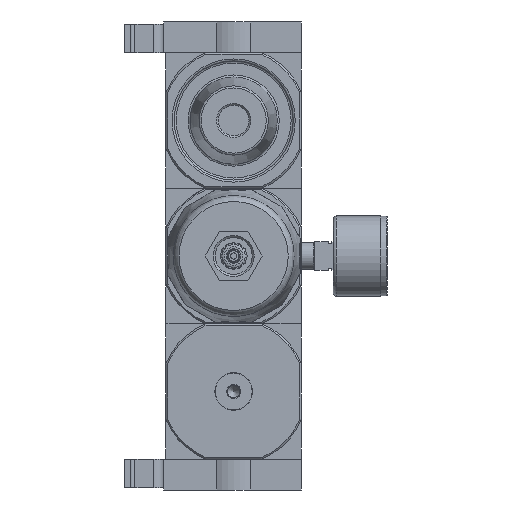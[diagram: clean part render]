
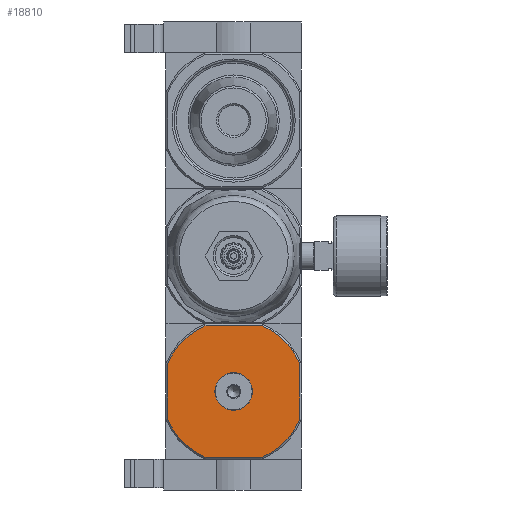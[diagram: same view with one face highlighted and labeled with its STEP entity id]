
A CAD part, front view. The second image highlights one B-rep face of the part: STEP entity #18810.
In plain terms, the highlighted planar face has unit normal (0, -1, 0).
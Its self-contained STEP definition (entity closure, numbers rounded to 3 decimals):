
#1873=CIRCLE('',#26339,6.579);
#1874=CIRCLE('',#26340,34.9);
#1875=CIRCLE('',#26341,34.9);
#1876=CIRCLE('',#26342,34.9);
#1877=CIRCLE('',#26343,34.9);
#6588=ORIENTED_EDGE('',*,*,#9507,.F.);
#6589=ORIENTED_EDGE('',*,*,#9508,.T.);
#6590=ORIENTED_EDGE('',*,*,#9509,.F.);
#6591=ORIENTED_EDGE('',*,*,#9503,.T.);
#6592=ORIENTED_EDGE('',*,*,#9510,.F.);
#6593=ORIENTED_EDGE('',*,*,#9511,.F.);
#6594=ORIENTED_EDGE('',*,*,#9512,.F.);
#6595=ORIENTED_EDGE('',*,*,#9513,.F.);
#6596=ORIENTED_EDGE('',*,*,#9514,.F.);
#9503=EDGE_CURVE('',#11385,#11386,#12738,.T.);
#9507=EDGE_CURVE('',#11389,#11389,#1873,.T.);
#9508=EDGE_CURVE('',#11390,#11391,#12740,.T.);
#9509=EDGE_CURVE('',#11385,#11391,#1874,.T.);
#9510=EDGE_CURVE('',#11392,#11386,#1875,.T.);
#9511=EDGE_CURVE('',#11393,#11392,#12741,.T.);
#9512=EDGE_CURVE('',#11394,#11393,#1876,.T.);
#9513=EDGE_CURVE('',#11395,#11394,#12742,.T.);
#9514=EDGE_CURVE('',#11390,#11395,#1877,.T.);
#11385=VERTEX_POINT('',#38207);
#11386=VERTEX_POINT('',#38208);
#11389=VERTEX_POINT('',#38222);
#11390=VERTEX_POINT('',#38224);
#11391=VERTEX_POINT('',#38225);
#11392=VERTEX_POINT('',#38228);
#11393=VERTEX_POINT('',#38230);
#11394=VERTEX_POINT('',#38232);
#11395=VERTEX_POINT('',#38234);
#12738=LINE('',#38206,#14038);
#12740=LINE('',#38223,#14040);
#12741=LINE('',#38229,#14041);
#12742=LINE('',#38233,#14042);
#14038=VECTOR('',#31629,1000.);
#14040=VECTOR('',#31635,1000.);
#14041=VECTOR('',#31640,1000.);
#14042=VECTOR('',#31643,1000.);
#15442=EDGE_LOOP('',(#6588));
#15443=EDGE_LOOP('',(#6589,#6590,#6591,#6592,#6593,#6594,#6595,#6596));
#16962=FACE_BOUND('',#15442,.T.);
#16963=FACE_BOUND('',#15443,.T.);
#17754=PLANE('',#26338);
#18810=ADVANCED_FACE('',(#16962,#16963),#17754,.F.);
#26338=AXIS2_PLACEMENT_3D('',#38220,#31631,#31632);
#26339=AXIS2_PLACEMENT_3D('',#38221,#31633,#31634);
#26340=AXIS2_PLACEMENT_3D('',#38226,#31636,#31637);
#26341=AXIS2_PLACEMENT_3D('',#38227,#31638,#31639);
#26342=AXIS2_PLACEMENT_3D('',#38231,#31641,#31642);
#26343=AXIS2_PLACEMENT_3D('',#38235,#31644,#31645);
#31629=DIRECTION('',(0.,0.,-1.));
#31631=DIRECTION('',(0.,1.,0.));
#31632=DIRECTION('',(0.,0.,1.));
#31633=DIRECTION('',(0.,-1.,0.));
#31634=DIRECTION('',(0.,0.,-1.));
#31635=DIRECTION('',(-1.,0.,0.));
#31636=DIRECTION('',(0.,1.,0.));
#31637=DIRECTION('',(-1.,0.,0.));
#31638=DIRECTION('',(0.,1.,0.));
#31639=DIRECTION('',(-1.,0.,0.));
#31640=DIRECTION('',(-1.,0.,0.));
#31641=DIRECTION('',(0.,1.,0.));
#31642=DIRECTION('',(-1.,0.,0.));
#31643=DIRECTION('',(0.,0.,-1.));
#31644=DIRECTION('',(0.,1.,0.));
#31645=DIRECTION('',(-1.,0.,0.));
#38206=CARTESIAN_POINT('',(-32.2,-33.,33.));
#38207=CARTESIAN_POINT('',(-32.2,-33.,13.46));
#38208=CARTESIAN_POINT('',(-32.2,-33.,-13.46));
#38220=CARTESIAN_POINT('',(-32.2,-33.,33.));
#38221=CARTESIAN_POINT('',(0.,-33.,0.));
#38222=CARTESIAN_POINT('',(0.,-33.,-6.579));
#38223=CARTESIAN_POINT('',(33.,-33.,32.2));
#38224=CARTESIAN_POINT('',(13.46,-33.,32.2));
#38225=CARTESIAN_POINT('',(-13.46,-33.,32.2));
#38226=CARTESIAN_POINT('',(0.,-33.,0.));
#38227=CARTESIAN_POINT('',(0.,-33.,0.));
#38228=CARTESIAN_POINT('',(-13.46,-33.,-32.2));
#38229=CARTESIAN_POINT('',(33.,-33.,-32.2));
#38230=CARTESIAN_POINT('',(13.46,-33.,-32.2));
#38231=CARTESIAN_POINT('',(0.,-33.,0.));
#38232=CARTESIAN_POINT('',(32.2,-33.,-13.46));
#38233=CARTESIAN_POINT('',(32.2,-33.,33.));
#38234=CARTESIAN_POINT('',(32.2,-33.,13.46));
#38235=CARTESIAN_POINT('',(0.,-33.,0.));
